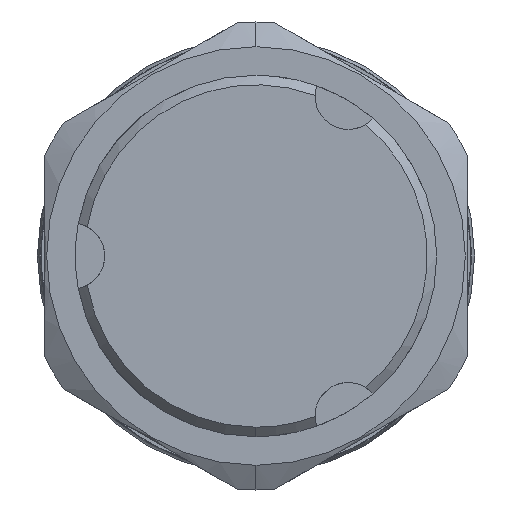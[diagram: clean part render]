
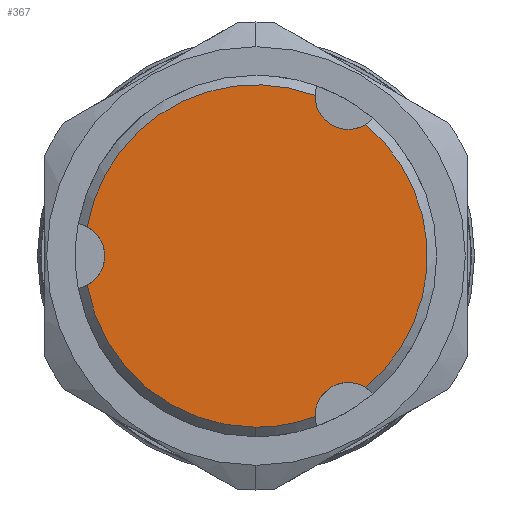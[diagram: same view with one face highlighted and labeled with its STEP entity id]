
A CAD part, left-side view. The second image highlights one B-rep face of the part: STEP entity #367.
In plain terms, the highlighted planar face has unit normal (-1, 0, 0).
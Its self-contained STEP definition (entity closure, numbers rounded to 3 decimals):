
#91 = CIRCLE ( 'NONE', #12305, 9. ) ;
#367 = ADVANCED_FACE ( 'NONE', ( #7537 ), #3427, .F. ) ;
#535 = DIRECTION ( 'NONE',  ( -1., 0., 0. ) ) ;
#617 = EDGE_CURVE ( 'NONE', #14600, #16273, #1461, .T. ) ;
#661 = DIRECTION ( 'NONE',  ( -1., 0., 0. ) ) ;
#717 = AXIS2_PLACEMENT_3D ( 'NONE', #14984, #12401, #9594 ) ;
#749 = CIRCLE ( 'NONE', #8538, 9. ) ;
#1107 = ORIENTED_EDGE ( 'NONE', *, *, #4226, .F. ) ;
#1215 = EDGE_LOOP ( 'NONE', ( #16555, #7654, #2524, #1107, #11806, #10565, #16430, #15610 ) ) ;
#1461 = CIRCLE ( 'NONE', #6639, 1.75 ) ;
#2017 = DIRECTION ( 'NONE',  ( 0., 0., 1. ) ) ;
#2042 = DIRECTION ( 'NONE',  ( -1., 0., 0. ) ) ;
#2524 = ORIENTED_EDGE ( 'NONE', *, *, #5394, .T. ) ;
#2542 = DIRECTION ( 'NONE',  ( -1., 0., 0. ) ) ;
#2629 = CARTESIAN_POINT ( 'NONE',  ( -37.35, -4.85, -8.4 ) ) ;
#2816 = CIRCLE ( 'NONE', #11851, 1.75 ) ;
#3263 = DIRECTION ( 'NONE',  ( 0., 0., 1. ) ) ;
#3427 = PLANE ( 'NONE',  #9559 ) ;
#4226 = EDGE_CURVE ( 'NONE', #4883, #15657, #11902, .T. ) ;
#4307 = DIRECTION ( 'NONE',  ( 0., 0.866, -0.5 ) ) ;
#4472 = AXIS2_PLACEMENT_3D ( 'NONE', #9342, #2542, #15837 ) ;
#4774 = DIRECTION ( 'NONE',  ( 0., 0., -1. ) ) ;
#4833 = CARTESIAN_POINT ( 'NONE',  ( -37.35, 0., 0. ) ) ;
#4883 = VERTEX_POINT ( 'NONE', #5651 ) ;
#5281 = CIRCLE ( 'NONE', #717, 9. ) ;
#5394 = EDGE_CURVE ( 'NONE', #15762, #15657, #15637, .T. ) ;
#5546 = DIRECTION ( 'NONE',  ( -1., 0., 0. ) ) ;
#5651 = CARTESIAN_POINT ( 'NONE',  ( -37.35, 8.867, -1.539 ) ) ;
#5712 = VERTEX_POINT ( 'NONE', #8162 ) ;
#5741 = EDGE_CURVE ( 'NONE', #11972, #16273, #91, .T. ) ;
#5964 = CARTESIAN_POINT ( 'NONE',  ( -37.35, 0., -9. ) ) ;
#6639 = AXIS2_PLACEMENT_3D ( 'NONE', #12053, #8094, #12110 ) ;
#6971 = CARTESIAN_POINT ( 'NONE',  ( -37.35, -4.85, -6.65 ) ) ;
#7427 = EDGE_CURVE ( 'NONE', #15762, #5712, #17336, .T. ) ;
#7446 = CARTESIAN_POINT ( 'NONE',  ( -37.35, -5.767, -6.91 ) ) ;
#7537 = FACE_OUTER_BOUND ( 'NONE', #1215, .T. ) ;
#7654 = ORIENTED_EDGE ( 'NONE', *, *, #7427, .F. ) ;
#8094 = DIRECTION ( 'NONE',  ( -1., 0., 0. ) ) ;
#8162 = CARTESIAN_POINT ( 'NONE',  ( -37.35, -5.767, 6.91 ) ) ;
#8477 = CARTESIAN_POINT ( 'NONE',  ( -37.35, -3.101, -8.449 ) ) ;
#8538 = AXIS2_PLACEMENT_3D ( 'NONE', #16174, #14645, #14702 ) ;
#8654 = CARTESIAN_POINT ( 'NONE',  ( -37.35, 0., 0. ) ) ;
#9342 = CARTESIAN_POINT ( 'NONE',  ( -37.35, -4.85, 8.4 ) ) ;
#9559 = AXIS2_PLACEMENT_3D ( 'NONE', #4833, #15451, #4774 ) ;
#9594 = DIRECTION ( 'NONE',  ( 0., 0., 1. ) ) ;
#10552 = EDGE_CURVE ( 'NONE', #4883, #11972, #749, .T. ) ;
#10565 = ORIENTED_EDGE ( 'NONE', *, *, #5741, .T. ) ;
#10857 = CARTESIAN_POINT ( 'NONE',  ( -37.35, -3.101, 8.449 ) ) ;
#11436 = AXIS2_PLACEMENT_3D ( 'NONE', #8654, #2042, #3263 ) ;
#11806 = ORIENTED_EDGE ( 'NONE', *, *, #10552, .T. ) ;
#11823 = EDGE_CURVE ( 'NONE', #12703, #14600, #2816, .T. ) ;
#11851 = AXIS2_PLACEMENT_3D ( 'NONE', #2629, #5546, #4307 ) ;
#11902 = CIRCLE ( 'NONE', #17119, 1.75 ) ;
#11972 = VERTEX_POINT ( 'NONE', #5964 ) ;
#12053 = CARTESIAN_POINT ( 'NONE',  ( -37.35, -4.85, -8.4 ) ) ;
#12110 = DIRECTION ( 'NONE',  ( 0., 0.866, -0.5 ) ) ;
#12305 = AXIS2_PLACEMENT_3D ( 'NONE', #16544, #535, #15191 ) ;
#12401 = DIRECTION ( 'NONE',  ( -1., 0., 0. ) ) ;
#12703 = VERTEX_POINT ( 'NONE', #7446 ) ;
#13096 = EDGE_CURVE ( 'NONE', #12703, #5712, #5281, .T. ) ;
#14600 = VERTEX_POINT ( 'NONE', #6971 ) ;
#14645 = DIRECTION ( 'NONE',  ( -1., 0., 0. ) ) ;
#14702 = DIRECTION ( 'NONE',  ( 0., 0., 1. ) ) ;
#14984 = CARTESIAN_POINT ( 'NONE',  ( -37.35, 0., 0. ) ) ;
#15191 = DIRECTION ( 'NONE',  ( 0., 0., 1. ) ) ;
#15451 = DIRECTION ( 'NONE',  ( 1., 0., 0. ) ) ;
#15610 = ORIENTED_EDGE ( 'NONE', *, *, #11823, .F. ) ;
#15637 = CIRCLE ( 'NONE', #11436, 9. ) ;
#15657 = VERTEX_POINT ( 'NONE', #16077 ) ;
#15762 = VERTEX_POINT ( 'NONE', #10857 ) ;
#15837 = DIRECTION ( 'NONE',  ( 0., -0.866, -0.5 ) ) ;
#16077 = CARTESIAN_POINT ( 'NONE',  ( -37.35, 8.867, 1.539 ) ) ;
#16174 = CARTESIAN_POINT ( 'NONE',  ( -37.35, 0., 0. ) ) ;
#16273 = VERTEX_POINT ( 'NONE', #8477 ) ;
#16430 = ORIENTED_EDGE ( 'NONE', *, *, #617, .F. ) ;
#16544 = CARTESIAN_POINT ( 'NONE',  ( -37.35, 0., 0. ) ) ;
#16555 = ORIENTED_EDGE ( 'NONE', *, *, #13096, .T. ) ;
#16770 = CARTESIAN_POINT ( 'NONE',  ( -37.35, 9.7, 0. ) ) ;
#17119 = AXIS2_PLACEMENT_3D ( 'NONE', #16770, #661, #2017 ) ;
#17336 = CIRCLE ( 'NONE', #4472, 1.75 ) ;
